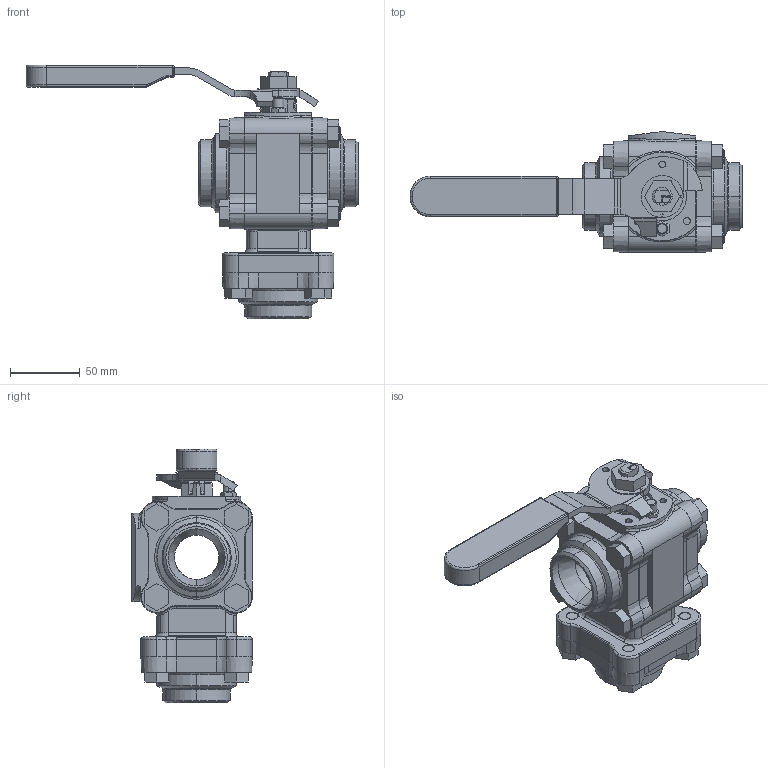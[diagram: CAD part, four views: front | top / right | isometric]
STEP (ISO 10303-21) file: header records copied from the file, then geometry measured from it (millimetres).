
FILE_DESCRIPTION((''),'2;1');
FILE_NAME('AT13 DN40 BWA 3D.stp','2011-05-16T13:47:14',(''),(''),'Mechanical Desktop 2006','Mechanical Desktop 2006',', , ');
FILE_SCHEMA(('CONFIG_CONTROL_DESIGN'));
Length unit declared in the file: millimetre
Products named in the file (13): AT13 DN40 BWA 3D; STOP PIN; M10 FULL HEX NUT; M10 X 80 HEX BOLT; M10 X 25 HEX BOLT; FLOW INDICATOR; GLAND NUT; WRENCH; SLEEVE; LOCKING CLIP; STEM; BWA; BODY
Assembly tree (24 placements, depth 2):
  AT13 DN40 BWA 3D
    STOP PIN
    M10 FULL HEX NUT  x4
    M10 X 80 HEX BOLT  x4
    M10 X 25 HEX BOLT  x4
    FLOW INDICATOR
    GLAND NUT  x2
    WRENCH
    SLEEVE
    LOCKING CLIP
    STEM
    BWA  x3
    BODY
Bounding box: 238.31 x 86.58 x 182.18 mm (x, y, z)
Volume: 680005.7 mm3; surface area: 179358.9 mm2
Topology: 24 solids, 24 shells, 749 faces, 1876 edges, 1195 vertices
Faces by surface type: plane 296, cylinder 291, cone 90, bspline 48, torus 18, sphere 6
Entity records: 19702 total; most frequent: CARTESIAN_POINT 6355, DIRECTION 2841, ORIENTED_EDGE 2692, EDGE_CURVE 1346, AXIS2_PLACEMENT_3D 1079, VERTEX_POINT 859, VECTOR 683, LINE 683
